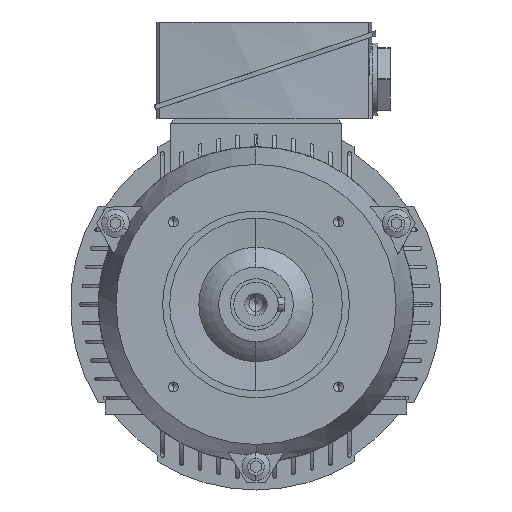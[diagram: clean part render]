
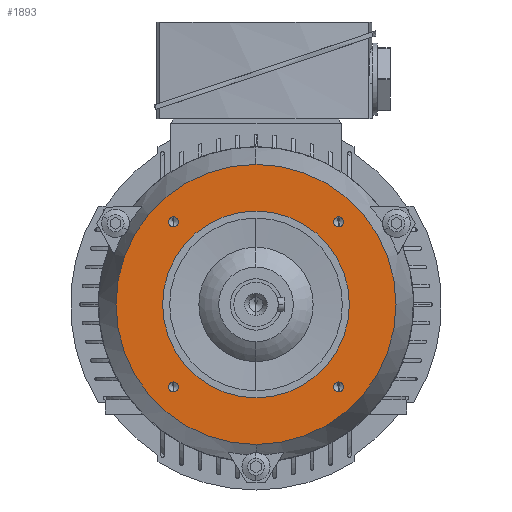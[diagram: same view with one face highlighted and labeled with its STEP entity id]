
A CAD part, left-side view. The second image highlights one B-rep face of the part: STEP entity #1893.
In plain terms, the highlighted planar face has unit normal (-1, 0, 0).
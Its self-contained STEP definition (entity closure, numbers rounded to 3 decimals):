
#1893=ADVANCED_FACE('',(#3810,#3811,#3812,#3813,#3814,#3815),#3816,.T.);
#3810=FACE_BOUND('',#5724,.T.);
#3811=FACE_BOUND('',#5725,.T.);
#3812=FACE_BOUND('',#5726,.T.);
#3813=FACE_BOUND('',#5727,.T.);
#3814=FACE_OUTER_BOUND('',#5728,.T.);
#3815=FACE_BOUND('',#5729,.T.);
#3816=PLANE('',#5730);
#5724=EDGE_LOOP('',(#11653,#11654));
#5725=EDGE_LOOP('',(#11655,#11656));
#5726=EDGE_LOOP('',(#11657,#11658));
#5727=EDGE_LOOP('',(#11659,#11660));
#5728=EDGE_LOOP('',(#11661,#11662));
#5729=EDGE_LOOP('',(#11663,#11664));
#5730=AXIS2_PLACEMENT_3D('',#11665,#11666,#11667);
#11653=ORIENTED_EDGE('',*,*,#13980,.T.);
#11654=ORIENTED_EDGE('',*,*,#11725,.T.);
#11655=ORIENTED_EDGE('',*,*,#13984,.T.);
#11656=ORIENTED_EDGE('',*,*,#11717,.T.);
#11657=ORIENTED_EDGE('',*,*,#13988,.T.);
#11658=ORIENTED_EDGE('',*,*,#11709,.T.);
#11659=ORIENTED_EDGE('',*,*,#13992,.T.);
#11660=ORIENTED_EDGE('',*,*,#11701,.T.);
#11661=ORIENTED_EDGE('',*,*,#13906,.F.);
#11662=ORIENTED_EDGE('',*,*,#11753,.F.);
#11663=ORIENTED_EDGE('',*,*,#11685,.T.);
#11664=ORIENTED_EDGE('',*,*,#14026,.T.);
#11665=CARTESIAN_POINT('',(-27.,0.0,50.));
#11666=DIRECTION('',(-1.0,-0.0,0.));
#11667=DIRECTION('',(0.,0.0,-1.0));
#11685=EDGE_CURVE('',#14032,#14036,#14038,.T.);
#11701=EDGE_CURVE('',#14064,#14061,#14065,.T.);
#11709=EDGE_CURVE('',#14077,#14074,#14078,.T.);
#11717=EDGE_CURVE('',#14090,#14087,#14091,.T.);
#11725=EDGE_CURVE('',#14103,#14100,#14104,.T.);
#11753=EDGE_CURVE('',#14147,#14150,#14151,.T.);
#13906=EDGE_CURVE('',#14150,#14147,#17359,.T.);
#13980=EDGE_CURVE('',#14100,#14103,#17461,.T.);
#13984=EDGE_CURVE('',#14087,#14090,#17465,.T.);
#13988=EDGE_CURVE('',#14074,#14077,#17469,.T.);
#13992=EDGE_CURVE('',#14061,#14064,#17473,.T.);
#14026=EDGE_CURVE('',#14036,#14032,#17511,.T.);
#14032=VERTEX_POINT('',#17517);
#14036=VERTEX_POINT('',#17522);
#14038=CIRCLE('',#17525,40.0);
#14061=VERTEX_POINT('',#17552);
#14064=VERTEX_POINT('',#17556);
#14065=CIRCLE('',#17557,2.15);
#14074=VERTEX_POINT('',#17569);
#14077=VERTEX_POINT('',#17573);
#14078=CIRCLE('',#17574,2.15);
#14087=VERTEX_POINT('',#17586);
#14090=VERTEX_POINT('',#17590);
#14091=CIRCLE('',#17591,2.15);
#14100=VERTEX_POINT('',#17603);
#14103=VERTEX_POINT('',#17607);
#14104=CIRCLE('',#17608,2.15);
#14147=VERTEX_POINT('',#17712);
#14150=VERTEX_POINT('',#17715);
#14151=CIRCLE('',#17716,60.);
#17359=CIRCLE('',#24226,60.);
#17461=CIRCLE('',#24370,2.15);
#17465=CIRCLE('',#24374,2.15);
#17469=CIRCLE('',#24378,2.15);
#17473=CIRCLE('',#24382,2.15);
#17511=CIRCLE('',#24432,40.0);
#17517=CARTESIAN_POINT('',(-27.0,0.0,40.0));
#17522=CARTESIAN_POINT('',(-27.0,0.,-40.0));
#17525=AXIS2_PLACEMENT_3D('',#24441,#24442,#24443);
#17552=CARTESIAN_POINT('',(-27.0,-35.355,33.205));
#17556=CARTESIAN_POINT('',(-27.,-35.355,37.505));
#17557=AXIS2_PLACEMENT_3D('',#24467,#24468,#24469);
#17569=CARTESIAN_POINT('',(-27.0,-35.355,-37.505));
#17573=CARTESIAN_POINT('',(-27.,-35.355,-33.205));
#17574=AXIS2_PLACEMENT_3D('',#24477,#24478,#24479);
#17586=CARTESIAN_POINT('',(-27.0,35.355,-37.505));
#17590=CARTESIAN_POINT('',(-27.,35.355,-33.205));
#17591=AXIS2_PLACEMENT_3D('',#24487,#24488,#24489);
#17603=CARTESIAN_POINT('',(-27.0,35.355,33.205));
#17607=CARTESIAN_POINT('',(-27.,35.355,37.505));
#17608=AXIS2_PLACEMENT_3D('',#24497,#24498,#24499);
#17712=CARTESIAN_POINT('',(-27.,0.,-60.));
#17715=CARTESIAN_POINT('',(-27.,0.0,60.));
#17716=AXIS2_PLACEMENT_3D('',#24535,#24536,#24537);
#24226=AXIS2_PLACEMENT_3D('',#26855,#26856,#26857);
#24370=AXIS2_PLACEMENT_3D('',#26921,#26922,#26923);
#24374=AXIS2_PLACEMENT_3D('',#26927,#26928,#26929);
#24378=AXIS2_PLACEMENT_3D('',#26933,#26934,#26935);
#24382=AXIS2_PLACEMENT_3D('',#26939,#26940,#26941);
#24432=AXIS2_PLACEMENT_3D('',#26969,#26970,#26971);
#24441=CARTESIAN_POINT('',(-27.0,0.0,0.0));
#24442=DIRECTION('',(1.0,0.0,-0.0));
#24443=DIRECTION('',(0.0,0.0,1.0));
#24467=CARTESIAN_POINT('',(-27.,-35.355,35.355));
#24468=DIRECTION('',(1.0,0.0,0.));
#24469=DIRECTION('',(0.,0.0,-1.0));
#24477=CARTESIAN_POINT('',(-27.,-35.355,-35.355));
#24478=DIRECTION('',(1.0,0.0,0.));
#24479=DIRECTION('',(0.,0.0,-1.0));
#24487=CARTESIAN_POINT('',(-27.,35.355,-35.355));
#24488=DIRECTION('',(1.0,0.0,0.));
#24489=DIRECTION('',(0.,0.0,-1.0));
#24497=CARTESIAN_POINT('',(-27.,35.355,35.355));
#24498=DIRECTION('',(1.0,0.0,0.));
#24499=DIRECTION('',(0.,0.0,-1.0));
#24535=CARTESIAN_POINT('',(-27.,0.0,0.0));
#24536=DIRECTION('',(1.0,0.0,-0.0));
#24537=DIRECTION('',(0.0,0.0,1.0));
#26855=CARTESIAN_POINT('',(-27.,0.0,0.0));
#26856=DIRECTION('',(1.0,0.0,-0.0));
#26857=DIRECTION('',(0.0,0.0,1.0));
#26921=CARTESIAN_POINT('',(-27.,35.355,35.355));
#26922=DIRECTION('',(1.0,0.0,0.));
#26923=DIRECTION('',(0.,0.0,-1.0));
#26927=CARTESIAN_POINT('',(-27.,35.355,-35.355));
#26928=DIRECTION('',(1.0,0.0,0.));
#26929=DIRECTION('',(0.,0.0,-1.0));
#26933=CARTESIAN_POINT('',(-27.,-35.355,-35.355));
#26934=DIRECTION('',(1.0,0.0,0.));
#26935=DIRECTION('',(0.,0.0,-1.0));
#26939=CARTESIAN_POINT('',(-27.,-35.355,35.355));
#26940=DIRECTION('',(1.0,0.0,0.));
#26941=DIRECTION('',(0.,0.0,-1.0));
#26969=CARTESIAN_POINT('',(-27.0,0.0,0.0));
#26970=DIRECTION('',(1.0,0.0,-0.0));
#26971=DIRECTION('',(0.0,0.0,1.0));
